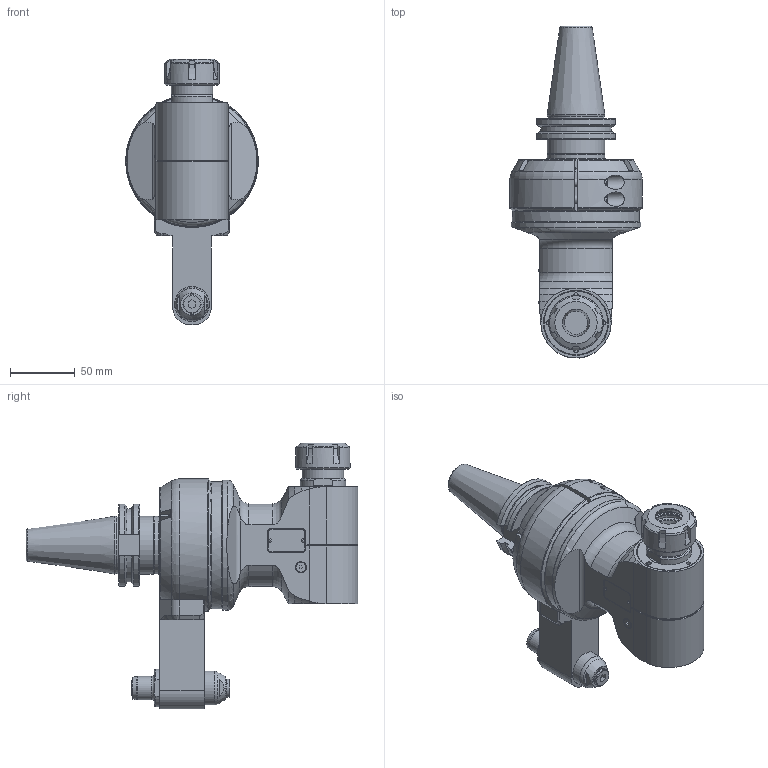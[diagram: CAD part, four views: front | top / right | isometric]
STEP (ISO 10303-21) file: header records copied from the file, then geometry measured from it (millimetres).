
FILE_DESCRIPTION(/* description */ (''),/* implementation_level */ '2;1');
FILE_NAME(/* name */ '9.F90.16S00-9C40.stp',/* time_stamp */ '2024-05-02T09:51:46-04:00',/* author */ ('jkrenzer'),/* organization */ (''),/* preprocessor_version */ 'ST-DEVELOPER v18.1',/* originating_system */ 'Autodesk Inventor 2022',/* authorisation */ '');
FILE_SCHEMA (('AUTOMOTIVE_DESIGN { 1 0 10303 214 3 1 1 }'));
Length unit declared in the file: millimetre
Products named in the file (3): 9.F90.16S00-9C40; 9GA11C_441   (Type 1, Cat40, 110mm); 9_F90_16S00
Assembly tree (2 placements, depth 2):
  9.F90.16S00-9C40
    9GA11C_441   (Type 1, Cat40, 110mm)
    9_F90_16S00
Bounding box: 102 x 255.35 x 204.5 mm (x, y, z)
Volume: 1030104 mm3; surface area: 152648.5 mm2
Topology: 4 solids, 5 shells, 647 faces, 1622 edges, 1047 vertices
Faces by surface type: plane 281, cylinder 171, cone 143, torus 46, sphere 4, bspline 2
Full cylindrical faces by diameter (mm): 2.5 x3, 2.6 x2, 3 x2, 3.2 x12, 3.3 x2, 4.2 x4, 5 x2, 6 x2, 6.5 x3, 7 x2, 8 x2, 8.5 x1, 8.821 x1, 9 x1, 9.2 x1, 9.525 x1, 10 x4, 10.4 x2, 11 x2, 12 x3, 12.5 x2, 12.8 x1, 13 x1, 13.376 x1, 14 x1, 16.281 x1, 16.8 x1, 18 x3, 19 x1, 21 x1
Entity records: 22736 total; most frequent: CARTESIAN_POINT 7208, DIRECTION 3286, ORIENTED_EDGE 3210, EDGE_CURVE 1605, AXIS2_PLACEMENT_3D 1298, VERTEX_POINT 1047, EDGE_LOOP 742, LINE 690
